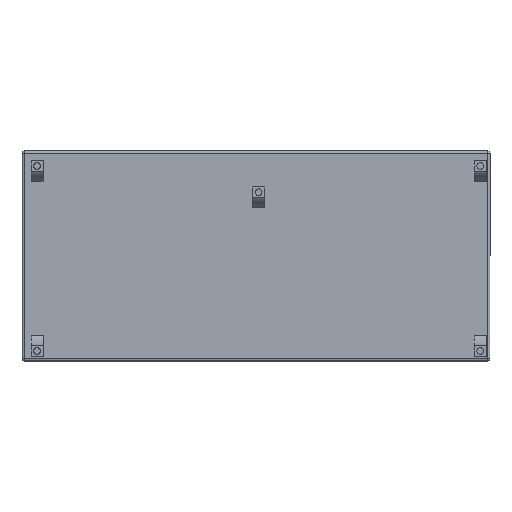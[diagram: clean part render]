
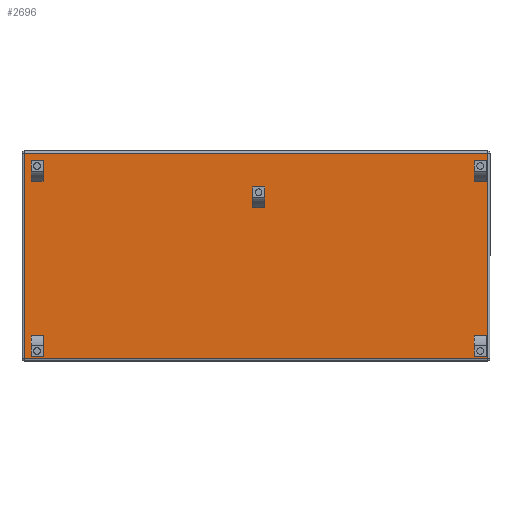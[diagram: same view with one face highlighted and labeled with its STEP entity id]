
A CAD part, front view. The second image highlights one B-rep face of the part: STEP entity #2696.
In plain terms, the highlighted planar face has unit normal (0, -1, 0).
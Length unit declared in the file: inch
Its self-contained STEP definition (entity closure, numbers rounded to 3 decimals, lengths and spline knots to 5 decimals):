
#153=PLANE('',#3081);
#254=FACE_OUTER_BOUND('',#455,.T.);
#455=EDGE_LOOP('',(#1862,#1863,#1864,#1865));
#660=LINE('',#4530,#849);
#668=LINE('',#4563,#857);
#669=LINE('',#4567,#858);
#670=LINE('',#4568,#859);
#849=VECTOR('',#3505,0.3937);
#857=VECTOR('',#3543,0.3937);
#858=VECTOR('',#3548,0.3937);
#859=VECTOR('',#3549,0.3937);
#1227=VERTEX_POINT('',#4525);
#1228=VERTEX_POINT('',#4528);
#1238=VERTEX_POINT('',#4562);
#1239=VERTEX_POINT('',#4566);
#1442=EDGE_CURVE('',#1228,#1227,#660,.T.);
#1458=EDGE_CURVE('',#1227,#1238,#668,.T.);
#1460=EDGE_CURVE('',#1239,#1228,#669,.T.);
#1461=EDGE_CURVE('',#1238,#1239,#670,.T.);
#1862=ORIENTED_EDGE('',*,*,#1442,.F.);
#1863=ORIENTED_EDGE('',*,*,#1460,.F.);
#1864=ORIENTED_EDGE('',*,*,#1461,.F.);
#1865=ORIENTED_EDGE('',*,*,#1458,.F.);
#2696=ADVANCED_FACE('',(#254),#153,.T.);
#3081=AXIS2_PLACEMENT_3D('',#4565,#3546,#3547);
#3505=DIRECTION('',(0.,0.,1.));
#3543=DIRECTION('',(1.,0.,0.));
#3546=DIRECTION('center_axis',(0.,-1.,0.));
#3547=DIRECTION('ref_axis',(1.,0.,0.));
#3548=DIRECTION('',(-1.,0.,0.));
#3549=DIRECTION('',(0.,0.,-1.));
#4525=CARTESIAN_POINT('',(-18.50647,-13.24283,38.625));
#4528=CARTESIAN_POINT('',(-18.50647,-13.24283,-38.625));
#4530=CARTESIAN_POINT('',(-18.50647,-13.24283,0.));
#4562=CARTESIAN_POINT('',(15.74353,-13.24283,38.625));
#4563=CARTESIAN_POINT('',(-7.94485,-13.24283,38.625));
#4565=CARTESIAN_POINT('Origin',(-18.63147,-13.24283,0.));
#4566=CARTESIAN_POINT('',(15.74353,-13.24283,-38.625));
#4567=CARTESIAN_POINT('',(-7.94485,-13.24283,-38.625));
#4568=CARTESIAN_POINT('',(15.74353,-13.24283,0.));
